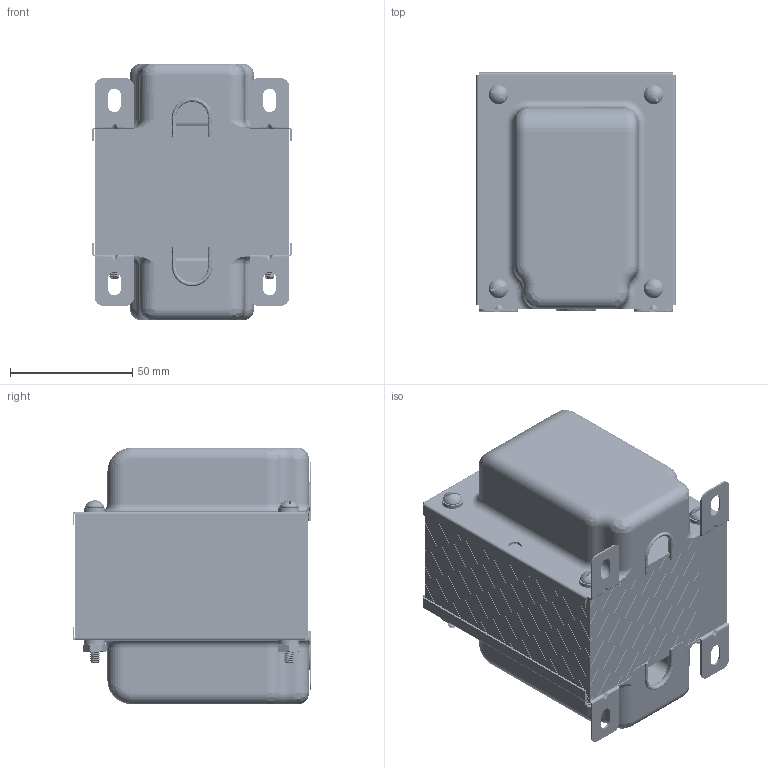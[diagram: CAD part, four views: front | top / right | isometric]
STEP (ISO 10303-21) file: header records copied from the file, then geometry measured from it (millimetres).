
FILE_DESCRIPTION(/* description */ (''),/* implementation_level */ '2;1');
FILE_NAME(/* name */ '15000-EI125-200-VX.step',/* time_stamp */ '2024-01-24T14:25:30-07:00',/* author */ (''),/* organization */ (''),/* preprocessor_version */ 'ST-DEVELOPER v20',/* originating_system */ 'Autodesk Translation Framework v12.14.0.127',/* authorisation */ '');
FILE_SCHEMA (('AUTOMOTIVE_DESIGN { 1 0 10303 214 3 1 1 }'));
Products named in the file (6): 15000-EI125-200-VX; 8-32 Standard Nut v1; FM-300 (FM12344-375) (EI125) v7; 20000-EI125 v1; 20000-B125-200-00* v12; 8-32x2.5" Steel Pan Head Slotted Screws v1 (1)
Assembly tree (5 placements, depth 2):
  15000-EI125-200-VX
    8-32 Standard Nut v1
    FM-300 (FM12344-375) (EI125) v7
    20000-EI125 v1
    20000-B125-200-00* v12
    8-32x2.5" Steel Pan Head Slotted Screws v1 (1)
Bounding box: 81.69 x 97.76 x 105.18 mm (x, y, z)
Volume: 356132.4 mm3; surface area: 1852991.3 mm2
Topology: 305 solids, 305 shells, 5222 faces, 13460 edges, 8850 vertices
Faces by surface type: plane 3130, cylinder 1826, bspline 112, cone 82, torus 68, sphere 4
Full cylindrical faces by diameter (mm): 3.134 x192, 4.166 x200, 4.394 x8, 5.207 x8, 5.556 x580, 7.849 x4, 8.738 x8
Entity records: 199019 total; most frequent: CARTESIAN_POINT 69401, ORIENTED_EDGE 26888, DIRECTION 25669, EDGE_CURVE 13444, LINE 9261, VECTOR 9261, VERTEX_POINT 8850, AXIS2_PLACEMENT_3D 8204
